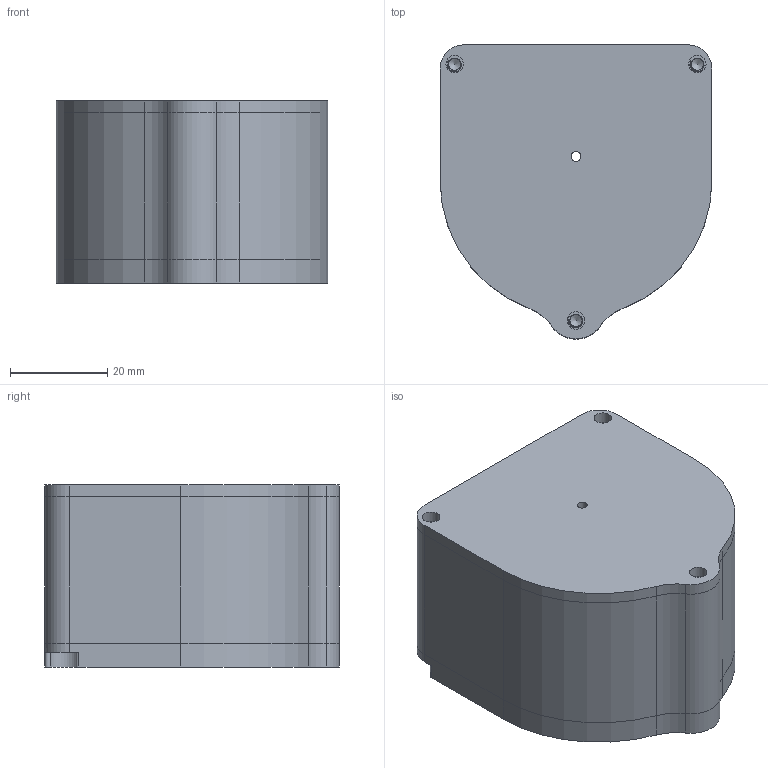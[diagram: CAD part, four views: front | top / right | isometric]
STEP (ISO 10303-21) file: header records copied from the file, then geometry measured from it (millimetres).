
FILE_DESCRIPTION(/* description */ (''),/* implementation_level */ '2;1');
FILE_NAME(/* name */ 'vane pump 1 v6.step',/* time_stamp */ '2021-04-29T00:22:11-04:00',/* author */ (''),/* organization */ (''),/* preprocessor_version */ 'ST-DEVELOPER v18.1',/* originating_system */ 'Autodesk Translation Framework v10.6.0.1341',/* authorisation */ '');
FILE_SCHEMA (('AUTOMOTIVE_DESIGN { 1 0 10303 214 3 1 1 }'));
Length unit declared in the file: millimetre
Products named in the file (7): vane pump 1; vane; pumpbody; mainbody; motor_backplate; frontplate; rotor
Assembly tree (6 placements, depth 3):
  vane pump 1
    vane
    pumpbody
      mainbody
      motor_backplate
      frontplate
    rotor
Bounding box: 56 x 60.6 x 37.5 mm (x, y, z)
Volume: 79413.7 mm3; surface area: 36743 mm2
Topology: 5 solids, 5 shells, 322 faces, 918 edges, 608 vertices
Faces by surface type: cylinder 255, plane 47, bspline 12, cone 8
Full cylindrical faces by diameter (mm): 2.05 x2, 2.529 x48, 3.086 x24, 3.6 x6, 4.5 x2, 6.16 x1, 6.5 x1, 18.96 x1, 50 x1
Entity records: 22775 total; most frequent: CARTESIAN_POINT 14921, ORIENTED_EDGE 1824, DIRECTION 1262, EDGE_CURVE 912, VERTEX_POINT 608, AXIS2_PLACEMENT_3D 463, B_SPLINE_CURVE_WITH_KNOTS 436, EDGE_LOOP 360
